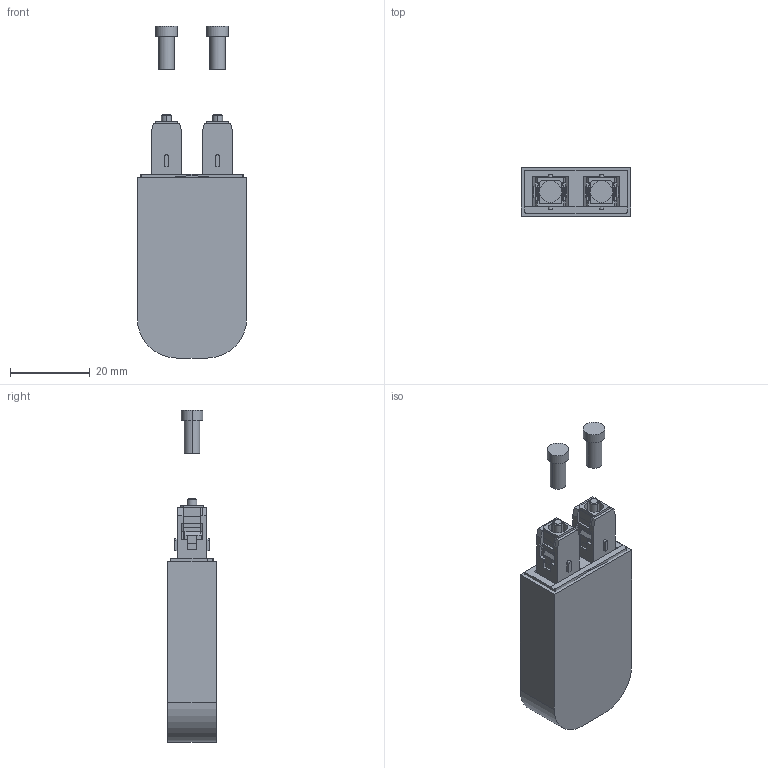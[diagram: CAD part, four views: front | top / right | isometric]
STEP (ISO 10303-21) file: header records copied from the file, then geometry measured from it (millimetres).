
FILE_DESCRIPTION (( 'STEP AP214' ), '1' );
FILE_NAME ('FOL-AT-SCUSM_3D.STEP', '2021-05-21T18:34:45', ( '' ), ( '' ), 'SwSTEP 2.0', 'SolidWorks 2020', '' );
FILE_SCHEMA (( 'AUTOMOTIVE_DESIGN' ));
Length unit declared in the file: inch
Products named in the file (8): FOL-AT-SCUSM_3D; 3AA08-005 TOP; 1AY07-015; FOC-101BA MA2; FOC-101BA MA1; FOC-101BA MA5; H01-SC-MA1; 3AA08-005 BOTTOM
Assembly tree (10 placements, depth 3):
  FOL-AT-SCUSM_3D
    H01-SC-MA1
    1AY07-015
      3AA08-005 BOTTOM
      3AA08-005 TOP
    FOC-101BA MA1  x2
    FOC-101BA MA2  x2
    FOC-101BA MA5  x2
Bounding box: 27.5 x 12.2 x 83.52 mm (x, y, z)
Volume: 12286.6 mm3; surface area: 14117.7 mm2
Topology: 9 solids, 9 shells, 707 faces, 1941 edges, 1278 vertices
Faces by surface type: plane 640, cylinder 50, bspline 9, cone 8
Entity records: 19794 total; most frequent: CARTESIAN_POINT 3472, ORIENTED_EDGE 2844, DIRECTION 2502, EDGE_CURVE 1422, VECTOR 1338, LINE 1338, VERTEX_POINT 938, AXIS2_PLACEMENT_3D 582
